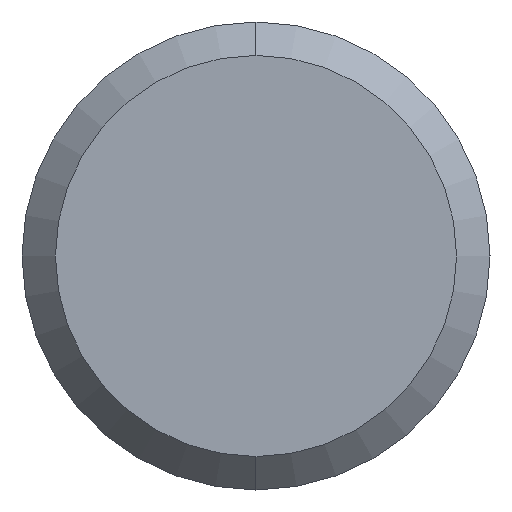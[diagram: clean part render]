
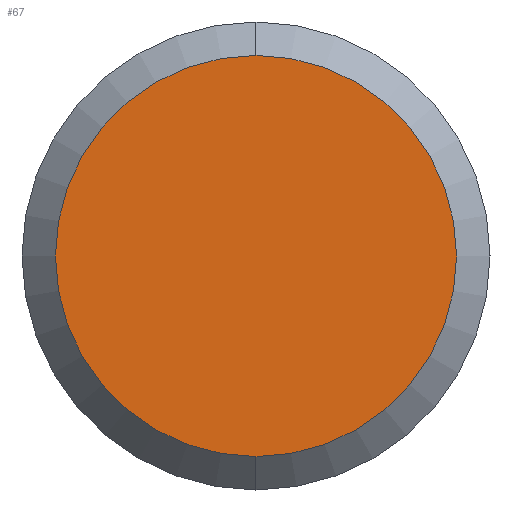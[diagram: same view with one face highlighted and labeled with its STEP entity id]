
A CAD part, left-side view. The second image highlights one B-rep face of the part: STEP entity #67.
In plain terms, the highlighted planar face has unit normal (-1, 0, 0).
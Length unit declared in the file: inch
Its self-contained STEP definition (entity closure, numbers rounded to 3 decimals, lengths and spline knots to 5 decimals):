
#3 = AXIS2_PLACEMENT_3D ( 'NONE', #208, #8, #236 ) ;
#7 = CIRCLE ( 'NONE', #61, 0.23622 ) ;
#8 = DIRECTION ( 'NONE',  ( -1., 0., 0. ) ) ;
#61 = AXIS2_PLACEMENT_3D ( 'NONE', #189, #306, #268 ) ;
#67 = ADVANCED_FACE ( 'NONE', ( #360 ), #297, .T. ) ;
#70 = CARTESIAN_POINT ( 'NONE',  ( 0., 0., 0. ) ) ;
#99 = DIRECTION ( 'NONE',  ( 0., 0., -1. ) ) ;
#154 = CARTESIAN_POINT ( 'NONE',  ( 0., 0., -0.23622 ) ) ;
#189 = CARTESIAN_POINT ( 'NONE',  ( 0., 0., 0. ) ) ;
#195 = VERTEX_POINT ( 'NONE', #219 ) ;
#198 = ORIENTED_EDGE ( 'NONE', *, *, #248, .F. ) ;
#208 = CARTESIAN_POINT ( 'NONE',  ( 0., 0.23622, 0. ) ) ;
#219 = CARTESIAN_POINT ( 'NONE',  ( 0., 0., 0.23622 ) ) ;
#236 = DIRECTION ( 'NONE',  ( 0., 0., 1. ) ) ;
#248 = EDGE_CURVE ( 'NONE', #254, #195, #7, .T. ) ;
#250 = ORIENTED_EDGE ( 'NONE', *, *, #344, .F. ) ;
#252 = CIRCLE ( 'NONE', #305, 0.23622 ) ;
#254 = VERTEX_POINT ( 'NONE', #154 ) ;
#268 = DIRECTION ( 'NONE',  ( 0., 0., -1. ) ) ;
#297 = PLANE ( 'NONE',  #3 ) ;
#305 = AXIS2_PLACEMENT_3D ( 'NONE', #70, #364, #99 ) ;
#306 = DIRECTION ( 'NONE',  ( 1., 0., 0. ) ) ;
#319 = EDGE_LOOP ( 'NONE', ( #198, #250 ) ) ;
#344 = EDGE_CURVE ( 'NONE', #195, #254, #252, .T. ) ;
#360 = FACE_OUTER_BOUND ( 'NONE', #319, .T. ) ;
#364 = DIRECTION ( 'NONE',  ( 1., 0., 0. ) ) ;
